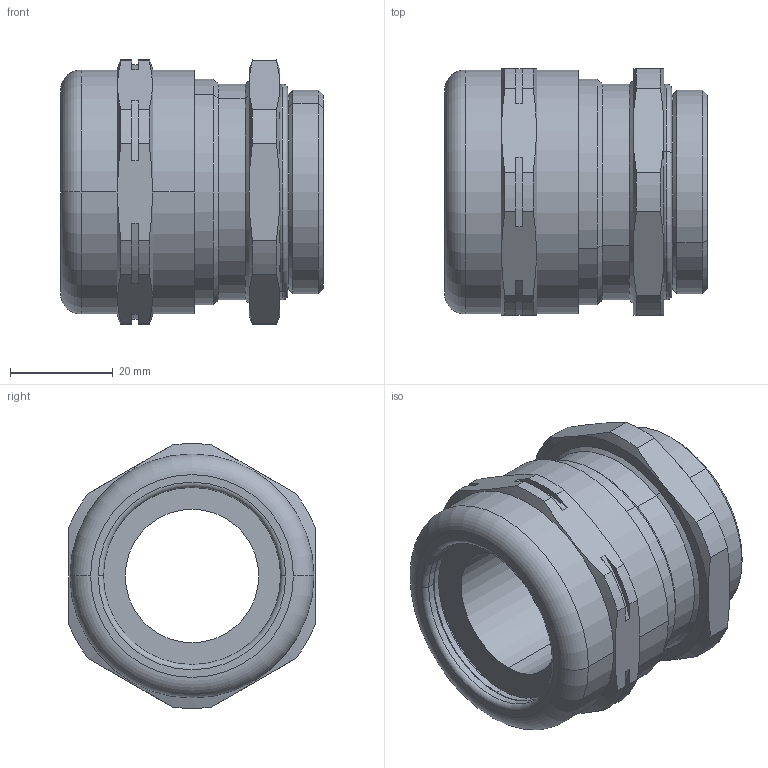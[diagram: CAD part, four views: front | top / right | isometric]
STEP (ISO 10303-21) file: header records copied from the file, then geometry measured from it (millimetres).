
FILE_DESCRIPTION (( 'STEP AP203' ), '1' );
FILE_NAME ('C1509739.STEP', '2021-10-06T14:25:42', ( '' ), ( '' ), 'SwSTEP 2.0', 'SolidWorks 2021', '' );
FILE_SCHEMA (( 'CONFIG_CONTROL_DESIGN' ));
Length unit declared in the file: millimetre
Products named in the file (6): D1509101; D1509640; D9009503; D9240360; D1309501; C1509739
Assembly tree (5 placements, depth 2):
  C1509739
    D1309501
    D1509101
    D1509640
    D9009503
    D9240360
Bounding box: 51.2 x 48 x 51.54 mm (x, y, z)
Volume: 41599.4 mm3; surface area: 26062 mm2
Topology: 5 solids, 5 shells, 154 faces, 356 edges, 218 vertices
Faces by surface type: cylinder 56, cone 44, plane 40, torus 14
Entity records: 5172 total; most frequent: CARTESIAN_POINT 960, DIRECTION 820, ORIENTED_EDGE 712, EDGE_CURVE 356, AXIS2_PLACEMENT_3D 342, VERTEX_POINT 218, CIRCLE 180, EDGE_LOOP 170
